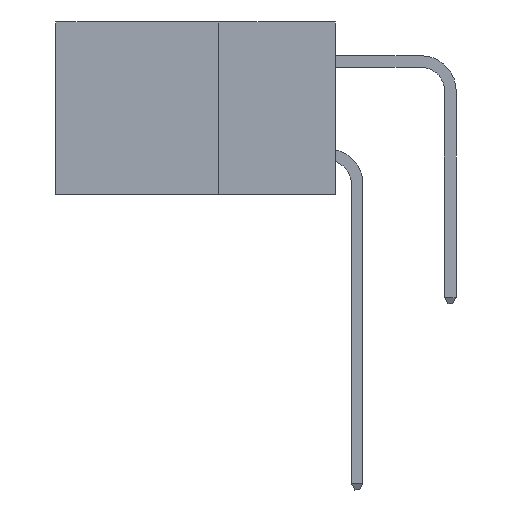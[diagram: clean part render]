
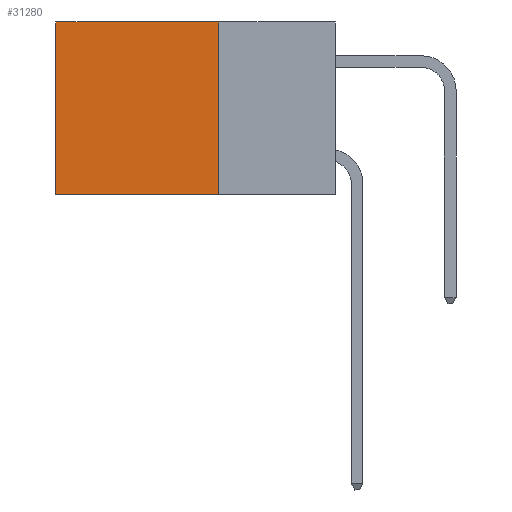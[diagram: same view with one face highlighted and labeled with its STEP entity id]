
A CAD part, left-side view. The second image highlights one B-rep face of the part: STEP entity #31280.
In plain terms, the highlighted planar face has unit normal (-1, 0, 0).
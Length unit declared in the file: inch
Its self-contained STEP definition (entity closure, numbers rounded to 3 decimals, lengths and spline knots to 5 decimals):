
#181 = DIRECTION ( 'NONE',  ( 1., 0., 0. ) ) ;
#1304 = VERTEX_POINT ( 'NONE', #4369 ) ;
#1595 = CARTESIAN_POINT ( 'NONE',  ( 0.2875, 0.6, 0. ) ) ;
#1879 = ORIENTED_EDGE ( 'NONE', *, *, #22545, .F. ) ;
#3370 = ORIENTED_EDGE ( 'NONE', *, *, #23761, .T. ) ;
#3957 = CARTESIAN_POINT ( 'NONE',  ( 0.2875, 0.25, 0. ) ) ;
#4369 = CARTESIAN_POINT ( 'NONE',  ( 0.2875, 0.25, -0.37 ) ) ;
#6915 = VERTEX_POINT ( 'NONE', #9208 ) ;
#9208 = CARTESIAN_POINT ( 'NONE',  ( 0.2875, 0.6, -0.37 ) ) ;
#10553 = CARTESIAN_POINT ( 'NONE',  ( 0.2875, 0.25, 0. ) ) ;
#12156 = ORIENTED_EDGE ( 'NONE', *, *, #19289, .T. ) ;
#14388 = LINE ( 'NONE', #31551, #35582 ) ;
#15664 = VERTEX_POINT ( 'NONE', #10553 ) ;
#15813 = VECTOR ( 'NONE', #32016, 39.37008 ) ;
#19289 = EDGE_CURVE ( 'NONE', #15664, #26378, #31299, .T. ) ;
#19822 = DIRECTION ( 'NONE',  ( 0., 0., -1. ) ) ;
#20913 = CARTESIAN_POINT ( 'NONE',  ( 0.2875, 0.25, 0. ) ) ;
#21475 = VECTOR ( 'NONE', #32585, 39.37008 ) ;
#22545 = EDGE_CURVE ( 'NONE', #15664, #1304, #28497, .T. ) ;
#22607 = ORIENTED_EDGE ( 'NONE', *, *, #30077, .F. ) ;
#23761 = EDGE_CURVE ( 'NONE', #26378, #6915, #24513, .T. ) ;
#23778 = EDGE_LOOP ( 'NONE', ( #3370, #22607, #1879, #12156 ) ) ;
#24513 = LINE ( 'NONE', #1595, #35930 ) ;
#26378 = VERTEX_POINT ( 'NONE', #29894 ) ;
#26924 = AXIS2_PLACEMENT_3D ( 'NONE', #34001, #181, #19822 ) ;
#28497 = LINE ( 'NONE', #3957, #21475 ) ;
#29331 = FACE_OUTER_BOUND ( 'NONE', #23778, .T. ) ;
#29504 = DIRECTION ( 'NONE',  ( 0., 0., -1. ) ) ;
#29894 = CARTESIAN_POINT ( 'NONE',  ( 0.2875, 0.6, 0. ) ) ;
#30077 = EDGE_CURVE ( 'NONE', #1304, #6915, #14388, .T. ) ;
#31280 = ADVANCED_FACE ( 'NONE', ( #29331 ), #33870, .F. ) ;
#31299 = LINE ( 'NONE', #20913, #15813 ) ;
#31427 = DIRECTION ( 'NONE',  ( 0., 1., 0. ) ) ;
#31551 = CARTESIAN_POINT ( 'NONE',  ( 0.2875, 0.25, -0.37 ) ) ;
#32016 = DIRECTION ( 'NONE',  ( 0., 1., 0. ) ) ;
#32585 = DIRECTION ( 'NONE',  ( 0., 0., -1. ) ) ;
#33870 = PLANE ( 'NONE',  #26924 ) ;
#34001 = CARTESIAN_POINT ( 'NONE',  ( 0.2875, 0.25, 0. ) ) ;
#35582 = VECTOR ( 'NONE', #31427, 39.37008 ) ;
#35930 = VECTOR ( 'NONE', #29504, 39.37008 ) ;
